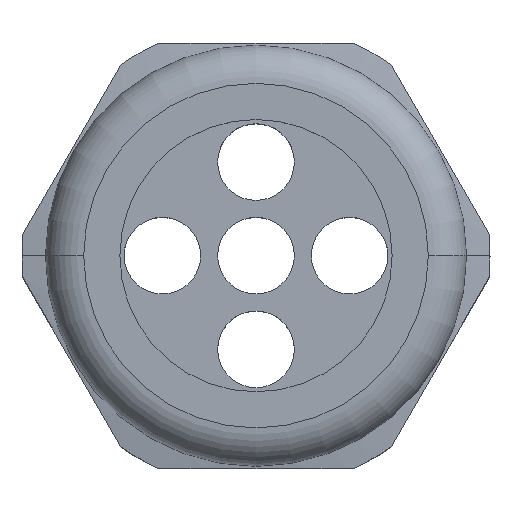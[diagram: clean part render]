
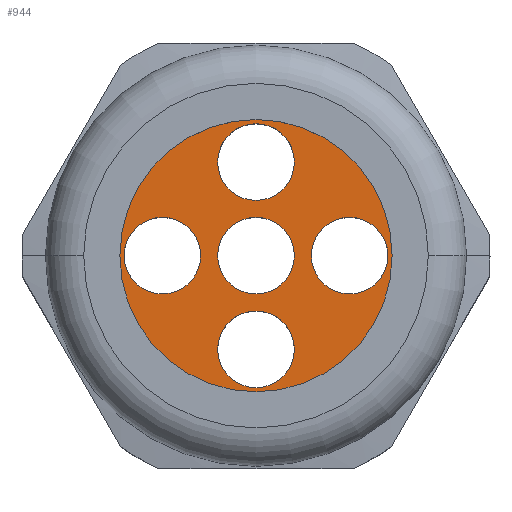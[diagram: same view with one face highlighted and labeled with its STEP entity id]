
A CAD part, top view. The second image highlights one B-rep face of the part: STEP entity #944.
In plain terms, the highlighted planar face has unit normal (0, 0, 1).
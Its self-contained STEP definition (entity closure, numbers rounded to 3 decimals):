
#330 = EDGE_LOOP ( 'NONE', ( #415, #420 ) ) ;
#331 = EDGE_LOOP ( 'NONE', ( #417, #422 ) ) ;
#332 = EDGE_LOOP ( 'NONE', ( #419, #423 ) ) ;
#411 = ORIENTED_EDGE ( 'NONE', *, *, #905, .F. ) ;
#412 = ORIENTED_EDGE ( 'NONE', *, *, #906, .F. ) ;
#413 = ORIENTED_EDGE ( 'NONE', *, *, #904, .F. ) ;
#414 = ORIENTED_EDGE ( 'NONE', *, *, #912, .F. ) ;
#415 = ORIENTED_EDGE ( 'NONE', *, *, #903, .F. ) ;
#416 = ORIENTED_EDGE ( 'NONE', *, *, #918, .F. ) ;
#417 = ORIENTED_EDGE ( 'NONE', *, *, #902, .F. ) ;
#418 = ORIENTED_EDGE ( 'NONE', *, *, #936, .F. ) ;
#419 = ORIENTED_EDGE ( 'NONE', *, *, #907, .T. ) ;
#420 = ORIENTED_EDGE ( 'NONE', *, *, #929, .F. ) ;
#422 = ORIENTED_EDGE ( 'NONE', *, *, #920, .F. ) ;
#423 = ORIENTED_EDGE ( 'NONE', *, *, #638, .T. ) ;
#518 = CIRCLE ( 'NONE', #749, 4.5 ) ;
#522 = CIRCLE ( 'NONE', #751, 4.5 ) ;
#526 = CIRCLE ( 'NONE', #764, 4.5 ) ;
#528 = CIRCLE ( 'NONE', #757, 4.5 ) ;
#529 = CIRCLE ( 'NONE', #765, 4.5 ) ;
#531 = CIRCLE ( 'NONE', #773, 16. ) ;
#532 = CIRCLE ( 'NONE', #774, 4.5 ) ;
#533 = CIRCLE ( 'NONE', #775, 4.5 ) ;
#534 = CIRCLE ( 'NONE', #776, 4.5 ) ;
#535 = CIRCLE ( 'NONE', #777, 4.5 ) ;
#536 = CIRCLE ( 'NONE', #778, 4.5 ) ;
#556 = CIRCLE ( 'NONE', #802, 16. ) ;
#638 = EDGE_CURVE ( 'NONE', #1414, #1413, #556, .T. ) ;
#706 = FACE_OUTER_BOUND ( 'NONE', #332, .T. ) ;
#707 = FACE_BOUND ( 'NONE', #331, .T. ) ;
#709 = FACE_BOUND ( 'NONE', #330, .T. ) ;
#711 = FACE_BOUND ( 'NONE', #1521, .T. ) ;
#712 = AXIS2_PLACEMENT_3D ( 'NONE', #2062, #2063, #2064 ) ;
#715 = FACE_BOUND ( 'NONE', #1520, .T. ) ;
#722 = FACE_BOUND ( 'NONE', #1519, .T. ) ;
#749 = AXIS2_PLACEMENT_3D ( 'NONE', #2036, #2037, #2038 ) ;
#751 = AXIS2_PLACEMENT_3D ( 'NONE', #2006, #2016, #2017 ) ;
#757 = AXIS2_PLACEMENT_3D ( 'NONE', #1970, #1983, #1984 ) ;
#764 = AXIS2_PLACEMENT_3D ( 'NONE', #1988, #1989, #1990 ) ;
#765 = AXIS2_PLACEMENT_3D ( 'NONE', #1964, #1965, #1966 ) ;
#773 = AXIS2_PLACEMENT_3D ( 'NONE', #1949, #1950, #1951 ) ;
#774 = AXIS2_PLACEMENT_3D ( 'NONE', #1946, #1947, #1948 ) ;
#775 = AXIS2_PLACEMENT_3D ( 'NONE', #1943, #1944, #1945 ) ;
#776 = AXIS2_PLACEMENT_3D ( 'NONE', #1940, #1941, #1942 ) ;
#777 = AXIS2_PLACEMENT_3D ( 'NONE', #1937, #1938, #1939 ) ;
#778 = AXIS2_PLACEMENT_3D ( 'NONE', #1934, #1935, #1936 ) ;
#802 = AXIS2_PLACEMENT_3D ( 'NONE', #1313, #1314, #1315 ) ;
#902 = EDGE_CURVE ( 'NONE', #1429, #1430, #536, .T. ) ;
#903 = EDGE_CURVE ( 'NONE', #1433, #1434, #535, .T. ) ;
#904 = EDGE_CURVE ( 'NONE', #1435, #1449, #534, .T. ) ;
#905 = EDGE_CURVE ( 'NONE', #1450, #1436, #533, .T. ) ;
#906 = EDGE_CURVE ( 'NONE', #1438, #1437, #532, .T. ) ;
#907 = EDGE_CURVE ( 'NONE', #1413, #1414, #531, .T. ) ;
#912 = EDGE_CURVE ( 'NONE', #1437, #1438, #529, .T. ) ;
#918 = EDGE_CURVE ( 'NONE', #1436, #1450, #528, .T. ) ;
#920 = EDGE_CURVE ( 'NONE', #1430, #1429, #526, .T. ) ;
#929 = EDGE_CURVE ( 'NONE', #1434, #1433, #522, .T. ) ;
#936 = EDGE_CURVE ( 'NONE', #1449, #1435, #518, .T. ) ;
#944 = ADVANCED_FACE ( 'NONE', ( #722, #715, #711, #709, #707, #706 ), #2061, .T. ) ;
#1313 = CARTESIAN_POINT ( 'NONE',  ( 0., 0., 44.5 ) ) ;
#1314 = DIRECTION ( 'NONE',  ( 0., 0., 1. ) ) ;
#1315 = DIRECTION ( 'NONE',  ( 1., 0., 0. ) ) ;
#1413 = VERTEX_POINT ( 'NONE', #1749 ) ;
#1414 = VERTEX_POINT ( 'NONE', #1750 ) ;
#1429 = VERTEX_POINT ( 'NONE', #1765 ) ;
#1430 = VERTEX_POINT ( 'NONE', #1766 ) ;
#1433 = VERTEX_POINT ( 'NONE', #1769 ) ;
#1434 = VERTEX_POINT ( 'NONE', #1770 ) ;
#1435 = VERTEX_POINT ( 'NONE', #1771 ) ;
#1436 = VERTEX_POINT ( 'NONE', #1772 ) ;
#1437 = VERTEX_POINT ( 'NONE', #1773 ) ;
#1438 = VERTEX_POINT ( 'NONE', #1774 ) ;
#1449 = VERTEX_POINT ( 'NONE', #1785 ) ;
#1450 = VERTEX_POINT ( 'NONE', #1786 ) ;
#1519 = EDGE_LOOP ( 'NONE', ( #412, #414 ) ) ;
#1520 = EDGE_LOOP ( 'NONE', ( #411, #416 ) ) ;
#1521 = EDGE_LOOP ( 'NONE', ( #413, #418 ) ) ;
#1749 = CARTESIAN_POINT ( 'NONE',  ( 16., 0., 44.5 ) ) ;
#1750 = CARTESIAN_POINT ( 'NONE',  ( -16., 0., 44.5 ) ) ;
#1765 = CARTESIAN_POINT ( 'NONE',  ( -6.5, 0., 44.5 ) ) ;
#1766 = CARTESIAN_POINT ( 'NONE',  ( -15.5, 0., 44.5 ) ) ;
#1769 = CARTESIAN_POINT ( 'NONE',  ( 0., 6.5, 44.5 ) ) ;
#1770 = CARTESIAN_POINT ( 'NONE',  ( 0., 15.5, 44.5 ) ) ;
#1771 = CARTESIAN_POINT ( 'NONE',  ( 6.5, 0., 44.5 ) ) ;
#1772 = CARTESIAN_POINT ( 'NONE',  ( 0., -15.5, 44.5 ) ) ;
#1773 = CARTESIAN_POINT ( 'NONE',  ( -4.5, 0., 44.5 ) ) ;
#1774 = CARTESIAN_POINT ( 'NONE',  ( 4.5, 0., 44.5 ) ) ;
#1785 = CARTESIAN_POINT ( 'NONE',  ( 15.5, 0., 44.5 ) ) ;
#1786 = CARTESIAN_POINT ( 'NONE',  ( 0., -6.5, 44.5 ) ) ;
#1934 = CARTESIAN_POINT ( 'NONE',  ( -11., 0., 44.5 ) ) ;
#1935 = DIRECTION ( 'NONE',  ( 0., 0., 1. ) ) ;
#1936 = DIRECTION ( 'NONE',  ( 1., 0., 0. ) ) ;
#1937 = CARTESIAN_POINT ( 'NONE',  ( 0., 11., 44.5 ) ) ;
#1938 = DIRECTION ( 'NONE',  ( 0., 0., 1. ) ) ;
#1939 = DIRECTION ( 'NONE',  ( 0., -1., 0. ) ) ;
#1940 = CARTESIAN_POINT ( 'NONE',  ( 11., 0., 44.5 ) ) ;
#1941 = DIRECTION ( 'NONE',  ( 0., 0., 1. ) ) ;
#1942 = DIRECTION ( 'NONE',  ( -1., 0., 0. ) ) ;
#1943 = CARTESIAN_POINT ( 'NONE',  ( 0., -11., 44.5 ) ) ;
#1944 = DIRECTION ( 'NONE',  ( 0., 0., 1. ) ) ;
#1945 = DIRECTION ( 'NONE',  ( 0., 1., 0. ) ) ;
#1946 = CARTESIAN_POINT ( 'NONE',  ( 0., 0., 44.5 ) ) ;
#1947 = DIRECTION ( 'NONE',  ( 0., 0., 1. ) ) ;
#1948 = DIRECTION ( 'NONE',  ( 1., 0., 0. ) ) ;
#1949 = CARTESIAN_POINT ( 'NONE',  ( 0., 0., 44.5 ) ) ;
#1950 = DIRECTION ( 'NONE',  ( 0., 0., 1. ) ) ;
#1951 = DIRECTION ( 'NONE',  ( 1., 0., 0. ) ) ;
#1964 = CARTESIAN_POINT ( 'NONE',  ( 0., 0., 44.5 ) ) ;
#1965 = DIRECTION ( 'NONE',  ( 0., 0., 1. ) ) ;
#1966 = DIRECTION ( 'NONE',  ( 1., 0., 0. ) ) ;
#1970 = CARTESIAN_POINT ( 'NONE',  ( 0., -11., 44.5 ) ) ;
#1983 = DIRECTION ( 'NONE',  ( 0., 0., 1. ) ) ;
#1984 = DIRECTION ( 'NONE',  ( 0., 1., 0. ) ) ;
#1988 = CARTESIAN_POINT ( 'NONE',  ( -11., 0., 44.5 ) ) ;
#1989 = DIRECTION ( 'NONE',  ( 0., 0., 1. ) ) ;
#1990 = DIRECTION ( 'NONE',  ( 1., 0., 0. ) ) ;
#2006 = CARTESIAN_POINT ( 'NONE',  ( 0., 11., 44.5 ) ) ;
#2016 = DIRECTION ( 'NONE',  ( 0., 0., 1. ) ) ;
#2017 = DIRECTION ( 'NONE',  ( 0., -1., 0. ) ) ;
#2036 = CARTESIAN_POINT ( 'NONE',  ( 11., 0., 44.5 ) ) ;
#2037 = DIRECTION ( 'NONE',  ( 0., 0., 1. ) ) ;
#2038 = DIRECTION ( 'NONE',  ( -1., 0., 0. ) ) ;
#2061 = PLANE ( 'NONE',  #712 ) ;
#2062 = CARTESIAN_POINT ( 'NONE',  ( 0., 0., 44.5 ) ) ;
#2063 = DIRECTION ( 'NONE',  ( 0., 0., 1. ) ) ;
#2064 = DIRECTION ( 'NONE',  ( 1., 0., 0. ) ) ;
